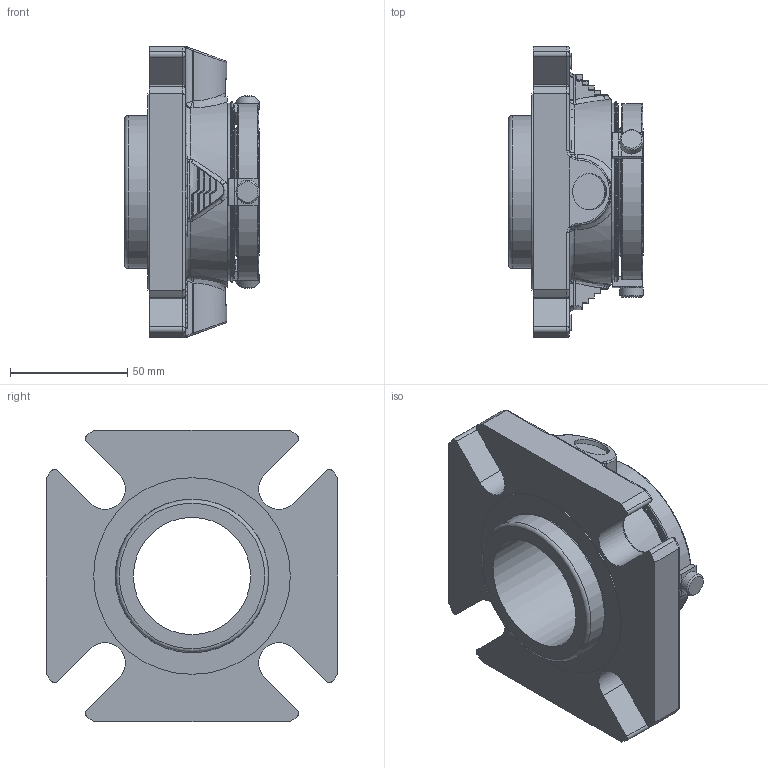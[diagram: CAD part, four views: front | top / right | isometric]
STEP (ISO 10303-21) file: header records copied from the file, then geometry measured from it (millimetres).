
FILE_DESCRIPTION(/* description */ ('Unknown'),/* implementation_level */ '2;1');
FILE_NAME(/* name */ '50mm SMSS SEAL ARRANGEMENT',/* time_stamp */ '2023-05-09T10:01:37+01:00',/* author */ ('Unknown'),/* organization */ ('Unknown'),/* preprocessor_version */ 'ST-DEVELOPER v18.102',/* originating_system */ 'Solid Edge',/* authorisation */ 'Unknown');
FILE_SCHEMA (('AUTOMOTIVE_DESIGN {1 0 10303 214 3 1 1}'));
Length unit declared in the file: millimetre
Products named in the file (1): 50mm
Bounding box: 57.63 x 124.46 x 124.46 mm (x, y, z)
Volume: 288879.7 mm3; surface area: 57503.1 mm2
Topology: 1 solids, 1 shells, 875 faces, 2259 edges, 1401 vertices
Faces by surface type: cylinder 277, plane 273, bspline 201, torus 82, sphere 32, cone 10
Full cylindrical faces by diameter (mm): 4.837 x2, 10 x3, 15.5 x2, 50.013 x1, 54.534 x1, 55.042 x1, 65.253 x1, 75.692 x2, 77.216 x1, 84 x1
Entity records: 29522 total; most frequent: CARTESIAN_POINT 9514, ORIENTED_EDGE 4404, DIRECTION 3796, EDGE_CURVE 2202, VERTEX_POINT 1390, AXIS2_PLACEMENT_3D 1382, LINE 1032, VECTOR 1032
